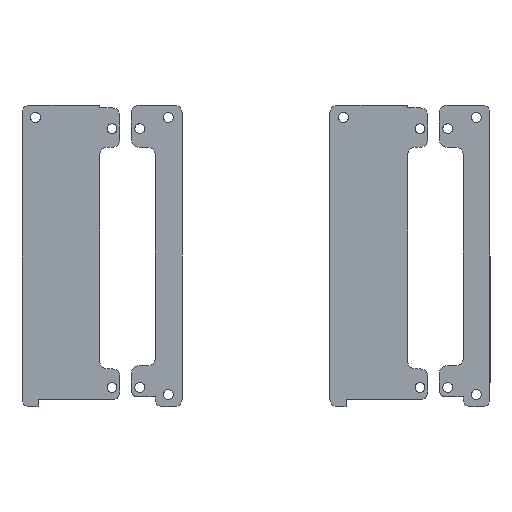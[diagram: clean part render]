
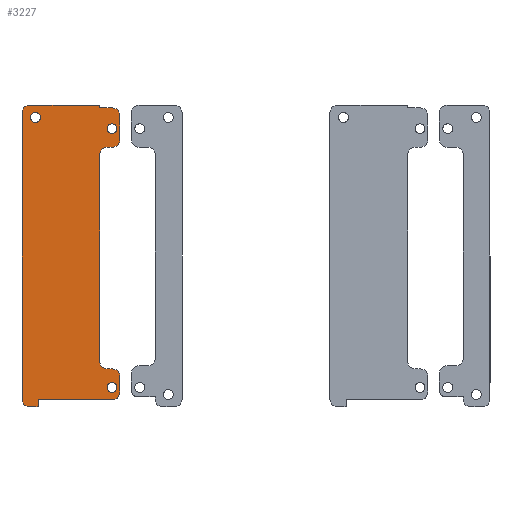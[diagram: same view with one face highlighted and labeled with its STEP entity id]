
A CAD part, front view. The second image highlights one B-rep face of the part: STEP entity #3227.
In plain terms, the highlighted planar face has unit normal (0, -1, 0).
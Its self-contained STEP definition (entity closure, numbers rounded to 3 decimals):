
#110=FACE_BOUND('',#486,.T.);
#111=FACE_BOUND('',#487,.T.);
#112=FACE_BOUND('',#488,.T.);
#154=CIRCLE('',#3437,2.5);
#166=CIRCLE('',#3453,2.5);
#167=CIRCLE('',#3456,2.5);
#168=CIRCLE('',#3459,2.5);
#169=CIRCLE('',#3462,2.5);
#170=CIRCLE('',#3465,2.5);
#171=CIRCLE('',#3468,2.5);
#172=CIRCLE('',#3471,2.5);
#174=CIRCLE('',#3485,1.6);
#175=CIRCLE('',#3487,1.6);
#176=CIRCLE('',#3489,1.6);
#309=FACE_OUTER_BOUND('',#485,.T.);
#485=EDGE_LOOP('',(#2503,#2504,#2505,#2506,#2507,#2508,#2509,#2510,#2511,
#2512,#2513,#2514,#2515,#2516,#2517,#2518,#2519,#2520,#2521,#2522));
#486=EDGE_LOOP('',(#2523));
#487=EDGE_LOOP('',(#2524));
#488=EDGE_LOOP('',(#2525));
#710=LINE('',#4903,#1072);
#714=LINE('',#4913,#1076);
#717=LINE('',#4921,#1079);
#720=LINE('',#4929,#1082);
#723=LINE('',#4937,#1085);
#729=LINE('',#4950,#1091);
#732=LINE('',#4958,#1094);
#749=LINE('',#5002,#1111);
#751=LINE('',#5005,#1113);
#752=LINE('',#5007,#1114);
#753=LINE('',#5010,#1115);
#755=LINE('',#5013,#1117);
#1072=VECTOR('',#3944,10.);
#1076=VECTOR('',#3954,10.);
#1079=VECTOR('',#3963,10.);
#1082=VECTOR('',#3972,10.);
#1085=VECTOR('',#3981,10.);
#1091=VECTOR('',#3993,10.);
#1094=VECTOR('',#4002,10.);
#1111=VECTOR('',#4055,10.);
#1113=VECTOR('',#4059,10.);
#1114=VECTOR('',#4062,10.);
#1115=VECTOR('',#4065,10.);
#1117=VECTOR('',#4069,10.);
#1389=VERTEX_POINT('',#4804);
#1390=VERTEX_POINT('',#4805);
#1431=VERTEX_POINT('',#4895);
#1432=VERTEX_POINT('',#4896);
#1433=VERTEX_POINT('',#4901);
#1434=VERTEX_POINT('',#4905);
#1435=VERTEX_POINT('',#4906);
#1436=VERTEX_POINT('',#4911);
#1437=VERTEX_POINT('',#4915);
#1438=VERTEX_POINT('',#4919);
#1439=VERTEX_POINT('',#4923);
#1440=VERTEX_POINT('',#4924);
#1441=VERTEX_POINT('',#4931);
#1442=VERTEX_POINT('',#4935);
#1443=VERTEX_POINT('',#4939);
#1446=VERTEX_POINT('',#4948);
#1447=VERTEX_POINT('',#4952);
#1448=VERTEX_POINT('',#4956);
#1454=VERTEX_POINT('',#4989);
#1455=VERTEX_POINT('',#4993);
#1456=VERTEX_POINT('',#4997);
#1457=VERTEX_POINT('',#5001);
#1458=VERTEX_POINT('',#5009);
#1738=EDGE_CURVE('',#1389,#1390,#154,.T.);
#1783=EDGE_CURVE('',#1431,#1432,#166,.T.);
#1787=EDGE_CURVE('',#1431,#1433,#710,.T.);
#1788=EDGE_CURVE('',#1434,#1435,#167,.T.);
#1792=EDGE_CURVE('',#1434,#1436,#714,.T.);
#1794=EDGE_CURVE('',#1437,#1436,#168,.T.);
#1796=EDGE_CURVE('',#1437,#1438,#717,.T.);
#1797=EDGE_CURVE('',#1439,#1440,#169,.T.);
#1800=EDGE_CURVE('',#1439,#1432,#720,.T.);
#1802=EDGE_CURVE('',#1441,#1438,#170,.T.);
#1804=EDGE_CURVE('',#1441,#1442,#723,.T.);
#1805=EDGE_CURVE('',#1443,#1442,#171,.T.);
#1811=EDGE_CURVE('',#1443,#1446,#729,.T.);
#1812=EDGE_CURVE('',#1447,#1446,#172,.T.);
#1815=EDGE_CURVE('',#1447,#1448,#732,.T.);
#1830=EDGE_CURVE('',#1454,#1454,#174,.T.);
#1832=EDGE_CURVE('',#1455,#1455,#175,.T.);
#1834=EDGE_CURVE('',#1456,#1456,#176,.T.);
#1836=EDGE_CURVE('',#1457,#1440,#749,.T.);
#1838=EDGE_CURVE('',#1448,#1457,#751,.T.);
#1839=EDGE_CURVE('',#1389,#1435,#752,.T.);
#1840=EDGE_CURVE('',#1458,#1390,#753,.T.);
#1842=EDGE_CURVE('',#1433,#1458,#755,.T.);
#2503=ORIENTED_EDGE('',*,*,#1738,.F.);
#2504=ORIENTED_EDGE('',*,*,#1839,.T.);
#2505=ORIENTED_EDGE('',*,*,#1788,.F.);
#2506=ORIENTED_EDGE('',*,*,#1792,.T.);
#2507=ORIENTED_EDGE('',*,*,#1794,.F.);
#2508=ORIENTED_EDGE('',*,*,#1796,.T.);
#2509=ORIENTED_EDGE('',*,*,#1802,.F.);
#2510=ORIENTED_EDGE('',*,*,#1804,.T.);
#2511=ORIENTED_EDGE('',*,*,#1805,.F.);
#2512=ORIENTED_EDGE('',*,*,#1811,.T.);
#2513=ORIENTED_EDGE('',*,*,#1812,.F.);
#2514=ORIENTED_EDGE('',*,*,#1815,.T.);
#2515=ORIENTED_EDGE('',*,*,#1838,.T.);
#2516=ORIENTED_EDGE('',*,*,#1836,.T.);
#2517=ORIENTED_EDGE('',*,*,#1797,.F.);
#2518=ORIENTED_EDGE('',*,*,#1800,.T.);
#2519=ORIENTED_EDGE('',*,*,#1783,.F.);
#2520=ORIENTED_EDGE('',*,*,#1787,.T.);
#2521=ORIENTED_EDGE('',*,*,#1842,.T.);
#2522=ORIENTED_EDGE('',*,*,#1840,.T.);
#2523=ORIENTED_EDGE('',*,*,#1834,.T.);
#2524=ORIENTED_EDGE('',*,*,#1832,.T.);
#2525=ORIENTED_EDGE('',*,*,#1830,.T.);
#3090=PLANE('',#3495);
#3227=ADVANCED_FACE('',(#309,#110,#111,#112),#3090,.F.);
#3437=AXIS2_PLACEMENT_3D('',#4806,#3872,#3873);
#3453=AXIS2_PLACEMENT_3D('',#4897,#3937,#3938);
#3456=AXIS2_PLACEMENT_3D('',#4907,#3947,#3948);
#3459=AXIS2_PLACEMENT_3D('',#4917,#3958,#3959);
#3462=AXIS2_PLACEMENT_3D('',#4925,#3966,#3967);
#3465=AXIS2_PLACEMENT_3D('',#4933,#3976,#3977);
#3468=AXIS2_PLACEMENT_3D('',#4940,#3984,#3985);
#3471=AXIS2_PLACEMENT_3D('',#4953,#3996,#3997);
#3485=AXIS2_PLACEMENT_3D('',#4990,#4040,#4041);
#3487=AXIS2_PLACEMENT_3D('',#4994,#4045,#4046);
#3489=AXIS2_PLACEMENT_3D('',#4998,#4050,#4051);
#3495=AXIS2_PLACEMENT_3D('',#5014,#4070,#4071);
#3872=DIRECTION('center_axis',(0.,1.,0.));
#3873=DIRECTION('ref_axis',(0.707,0.,-0.707));
#3937=DIRECTION('center_axis',(0.,1.,0.));
#3938=DIRECTION('ref_axis',(-0.707,0.,-0.707));
#3944=DIRECTION('',(1.,0.,0.));
#3947=DIRECTION('center_axis',(0.,1.,0.));
#3948=DIRECTION('ref_axis',(0.707,0.,0.707));
#3954=DIRECTION('',(-1.,0.,0.));
#3958=DIRECTION('center_axis',(0.,-1.,0.));
#3959=DIRECTION('ref_axis',(-0.707,0.,-0.707));
#3963=DIRECTION('',(0.,0.,1.));
#3966=DIRECTION('center_axis',(0.,1.,0.));
#3967=DIRECTION('ref_axis',(-0.707,0.,0.707));
#3972=DIRECTION('',(0.,0.,-1.));
#3976=DIRECTION('center_axis',(0.,-1.,0.));
#3977=DIRECTION('ref_axis',(-0.707,0.,0.707));
#3981=DIRECTION('',(1.,0.,0.));
#3984=DIRECTION('center_axis',(0.,1.,0.));
#3985=DIRECTION('ref_axis',(0.707,0.,-0.707));
#3993=DIRECTION('',(0.,0.,1.));
#3996=DIRECTION('center_axis',(0.,1.,0.));
#3997=DIRECTION('ref_axis',(0.707,0.,0.707));
#4002=DIRECTION('',(-1.,0.,0.));
#4040=DIRECTION('center_axis',(0.,1.,0.));
#4041=DIRECTION('ref_axis',(-1.,0.,0.));
#4045=DIRECTION('center_axis',(0.,1.,0.));
#4046=DIRECTION('ref_axis',(-1.,0.,0.));
#4050=DIRECTION('center_axis',(0.,1.,0.));
#4051=DIRECTION('ref_axis',(-1.,0.,0.));
#4055=DIRECTION('',(-1.,0.,0.));
#4059=DIRECTION('',(0.,0.,1.));
#4062=DIRECTION('',(0.,0.,1.));
#4065=DIRECTION('',(1.,0.,0.));
#4069=DIRECTION('',(0.,0.,1.));
#4070=DIRECTION('center_axis',(0.,1.,0.));
#4071=DIRECTION('ref_axis',(-1.,0.,0.));
#4804=CARTESIAN_POINT('',(-27.562,-3.2,-114.165));
#4805=CARTESIAN_POINT('',(-30.062,-3.2,-116.665));
#4806=CARTESIAN_POINT('Origin',(-30.062,-3.2,-114.165));
#4895=CARTESIAN_POINT('',(-56.862,-3.2,-119.));
#4896=CARTESIAN_POINT('',(-59.362,-3.2,-116.5));
#4897=CARTESIAN_POINT('Origin',(-56.862,-3.2,-116.5));
#4901=CARTESIAN_POINT('',(-54.14,-3.2,-119.));
#4903=CARTESIAN_POINT('',(-27.562,-3.2,-119.));
#4905=CARTESIAN_POINT('',(-30.062,-3.2,-106.665));
#4906=CARTESIAN_POINT('',(-27.562,-3.2,-109.165));
#4907=CARTESIAN_POINT('Origin',(-30.062,-3.2,-109.165));
#4911=CARTESIAN_POINT('',(-31.662,-3.2,-106.665));
#4913=CARTESIAN_POINT('',(-27.562,-3.2,-106.665));
#4915=CARTESIAN_POINT('',(-34.162,-3.2,-104.165));
#4917=CARTESIAN_POINT('Origin',(-31.662,-3.2,-104.165));
#4919=CARTESIAN_POINT('',(-34.162,-3.2,-37.165));
#4921=CARTESIAN_POINT('',(-34.162,-3.2,-106.665));
#4923=CARTESIAN_POINT('',(-59.362,-3.2,-23.5));
#4924=CARTESIAN_POINT('',(-56.862,-3.2,-21.));
#4925=CARTESIAN_POINT('Origin',(-56.862,-3.2,-23.5));
#4929=CARTESIAN_POINT('',(-59.362,-3.2,-119.));
#4931=CARTESIAN_POINT('',(-31.662,-3.2,-34.665));
#4933=CARTESIAN_POINT('Origin',(-31.662,-3.2,-37.165));
#4935=CARTESIAN_POINT('',(-30.062,-3.2,-34.665));
#4937=CARTESIAN_POINT('',(-34.162,-3.2,-34.665));
#4939=CARTESIAN_POINT('',(-27.562,-3.2,-32.165));
#4940=CARTESIAN_POINT('Origin',(-30.062,-3.2,-32.165));
#4948=CARTESIAN_POINT('',(-27.562,-3.2,-24.435));
#4950=CARTESIAN_POINT('',(-27.562,-3.2,-21.));
#4952=CARTESIAN_POINT('',(-30.062,-3.2,-21.935));
#4953=CARTESIAN_POINT('Origin',(-30.062,-3.2,-24.435));
#4956=CARTESIAN_POINT('',(-34.162,-3.2,-21.935));
#4958=CARTESIAN_POINT('',(-27.562,-3.2,-21.935));
#4989=CARTESIAN_POINT('',(-28.562,-3.2,-112.665));
#4990=CARTESIAN_POINT('Origin',(-30.162,-3.2,-112.665));
#4993=CARTESIAN_POINT('',(-28.562,-3.2,-28.665));
#4994=CARTESIAN_POINT('Origin',(-30.162,-3.2,-28.665));
#4997=CARTESIAN_POINT('',(-53.4,-3.2,-25.));
#4998=CARTESIAN_POINT('Origin',(-55.,-3.2,-25.));
#5001=CARTESIAN_POINT('',(-34.162,-3.2,-21.));
#5002=CARTESIAN_POINT('',(-59.362,-3.2,-21.));
#5005=CARTESIAN_POINT('',(-34.162,-3.2,-21.935));
#5007=CARTESIAN_POINT('',(-27.562,-3.2,-21.));
#5009=CARTESIAN_POINT('',(-54.14,-3.2,-116.665));
#5010=CARTESIAN_POINT('',(-54.14,-3.2,-116.665));
#5013=CARTESIAN_POINT('',(-54.14,-3.2,-119.));
#5014=CARTESIAN_POINT('Origin',(-43.462,-3.2,-70.));
